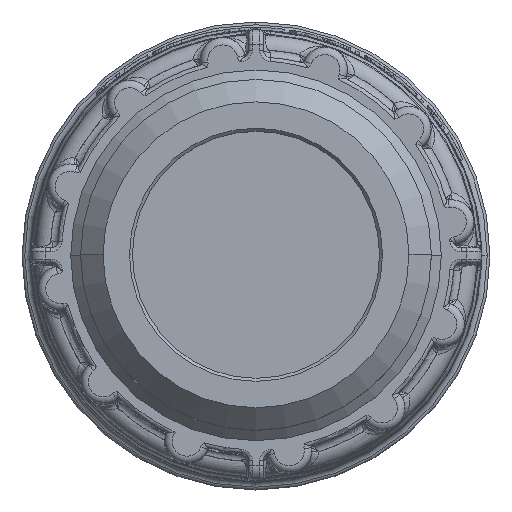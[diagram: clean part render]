
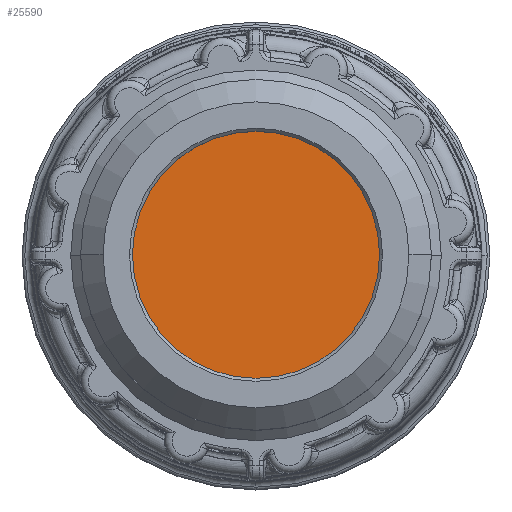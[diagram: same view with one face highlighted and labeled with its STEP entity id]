
A CAD part, top view. The second image highlights one B-rep face of the part: STEP entity #25590.
In plain terms, the highlighted planar face has unit normal (0, 0, 1).
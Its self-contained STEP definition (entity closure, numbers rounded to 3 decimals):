
#642=CARTESIAN_POINT('',(0.,0.,61.711));
#643=DIRECTION('',(0.,0.,1.));
#644=DIRECTION('',(1.,0.,0.));
#645=AXIS2_PLACEMENT_3D('',#642,#643,#644);
#656=CARTESIAN_POINT('',(0.,0.,61.711));
#657=DIRECTION('',(0.,0.,1.));
#658=DIRECTION('',(-1.,0.,0.));
#659=AXIS2_PLACEMENT_3D('',#656,#657,#658);
#24925=CARTESIAN_POINT('',(16.5,0.,61.711));
#24926=CARTESIAN_POINT('',(-16.5,0.,61.711));
#24927=VERTEX_POINT('',#24925);
#24928=VERTEX_POINT('',#24926);
#25580=CARTESIAN_POINT('',(0.,0.,61.711));
#25581=DIRECTION('',(0.,0.,-1.));
#25582=DIRECTION('',(0.,-1.,0.));
#25583=AXIS2_PLACEMENT_3D('',#25580,#25581,#25582);
#25584=PLANE('',#25583);
#25585=ORIENTED_EDGE('',*,*,#25570,.F.);
#25587=ORIENTED_EDGE('',*,*,#25586,.F.);
#25588=EDGE_LOOP('',(#25585,#25587));
#25589=FACE_OUTER_BOUND('',#25588,.F.);
#25590=ADVANCED_FACE('',(#25589),#25584,.F.);
#646=CIRCLE('',#645,16.5);
#660=CIRCLE('',#659,16.5);
#25570=EDGE_CURVE('',#24927,#24928,#646,.T.);
#25586=EDGE_CURVE('',#24928,#24927,#660,.T.);
